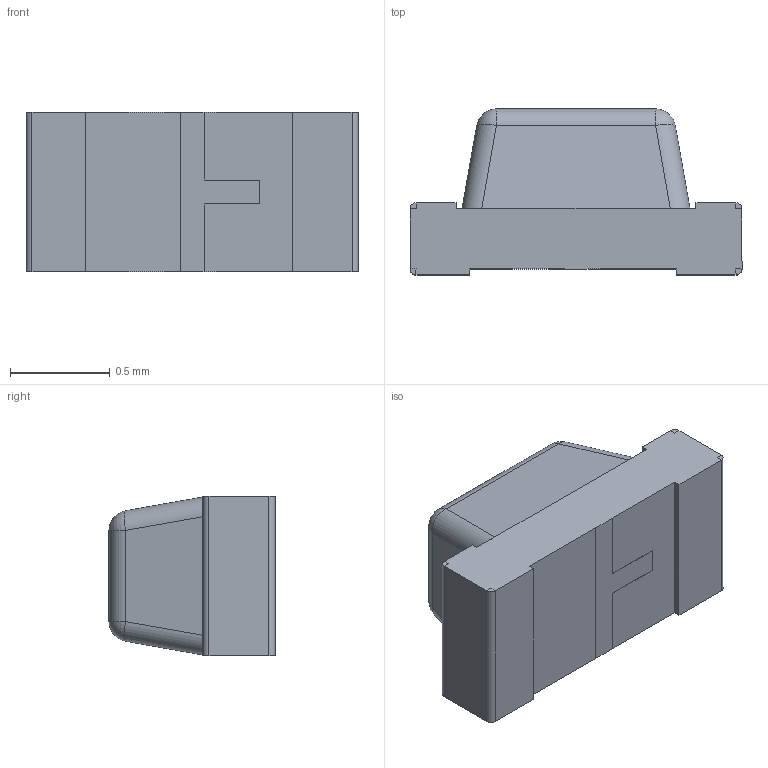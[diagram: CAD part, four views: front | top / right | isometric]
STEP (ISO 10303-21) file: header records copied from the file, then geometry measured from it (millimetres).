
FILE_DESCRIPTION (( 'STEP AP214' ), '1' );
FILE_NAME ('User Library-BL-LS0603PGC.STEP', '2015-10-27T16:58:46', ( 'Windows User' ), ( '' ), 'SwSTEP 2.0', 'SolidWorks 2015', '' );
FILE_SCHEMA (( 'AUTOMOTIVE_DESIGN' ));
Length unit declared in the file: millimetre
Products named in the file (1): User Library-BL-LS0603PGC
Bounding box: 1.66 x 0.83 x 0.8 mm (x, y, z)
Volume: 0.8 mm3; surface area: 5.7 mm2
Topology: 1 solids, 1 shells, 52 faces, 130 edges, 76 vertices
Faces by surface type: plane 36, cylinder 12, sphere 4
Entity records: 2084 total; most frequent: CARTESIAN_POINT 267, ORIENTED_EDGE 252, DIRECTION 248, EDGE_CURVE 126, LINE 102, VECTOR 102, VERTEX_POINT 76, AXIS2_PLACEMENT_3D 73
